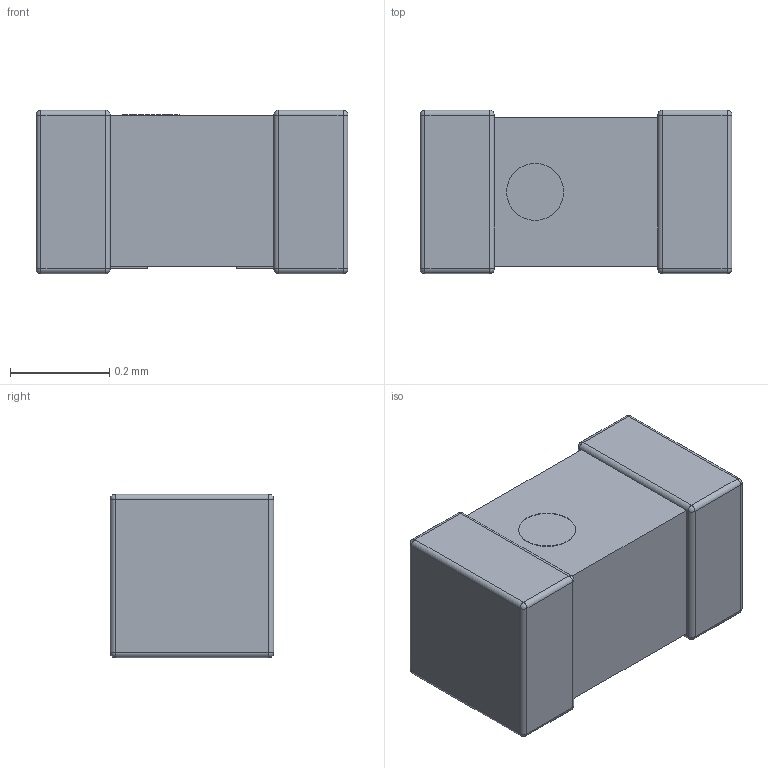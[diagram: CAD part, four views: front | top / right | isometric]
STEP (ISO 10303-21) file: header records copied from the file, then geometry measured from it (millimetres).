
FILE_DESCRIPTION(/* description */ (''),/* implementation_level */ '2;1');
FILE_NAME(/* name */ 'Murata - LQP03.step',/* time_stamp */ '2024-07-19T22:18:30+01:00',/* author */ (''),/* organization */ (''),/* preprocessor_version */ 'ST-DEVELOPER v20',/* originating_system */ 'Autodesk Translation Framework v13.14.0.145',/* authorisation */ '');
FILE_SCHEMA (('AUTOMOTIVE_DESIGN { 1 0 10303 214 3 1 1 }'));
Length unit declared in the file: millimetre
Products named in the file (1): Murata - LQP03
Bounding box: 0.63 x 0.33 x 0.33 mm (x, y, z)
Volume: 0.1 mm3; surface area: 1 mm2
Topology: 1 solids, 1 shells, 68 faces, 139 edges, 74 vertices
Faces by surface type: plane 27, cylinder 25, sphere 16
Full cylindrical faces by diameter (mm): 0.115 x1
Entity records: 1785 total; most frequent: DIRECTION 327, CARTESIAN_POINT 282, ORIENTED_EDGE 278, EDGE_CURVE 139, AXIS2_PLACEMENT_3D 119, LINE 89, VECTOR 89, VERTEX_POINT 74
